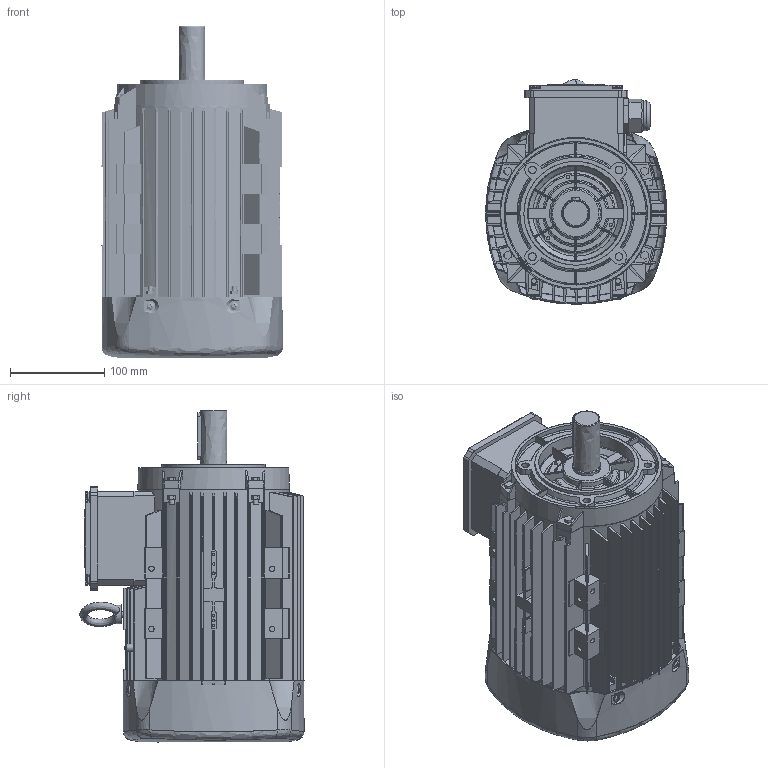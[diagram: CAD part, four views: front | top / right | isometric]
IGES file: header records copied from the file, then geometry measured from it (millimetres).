
Global section: file name: QS100_FC_.igs; native system: NX V7.5; preprocessor: SIEMENS PLM Software NX 7.5; date: 20150326.154545; units: millimetre
Bounding box: 192.58 x 237.8 x 352.1 mm (x, y, z)
Surface area: 894759.9 mm2 (no closed solid volume)
Topology: 0 solids, 0 shells, 3390 faces, 23285 edges, 23028 vertices
Faces by surface type: bspline 3390
